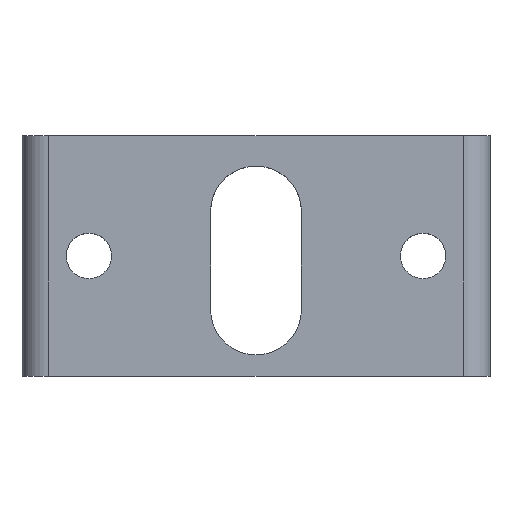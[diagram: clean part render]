
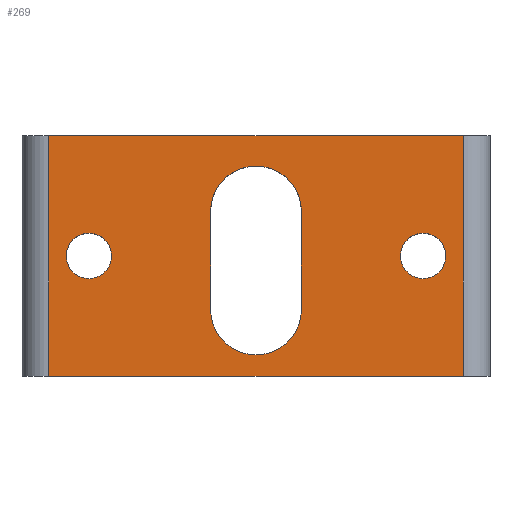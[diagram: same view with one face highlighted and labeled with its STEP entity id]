
A CAD part, top view. The second image highlights one B-rep face of the part: STEP entity #269.
In plain terms, the highlighted planar face has unit normal (0, 0, 1).
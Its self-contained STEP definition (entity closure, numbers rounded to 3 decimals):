
#15=FACE_BOUND('',#62,.T.);
#16=FACE_BOUND('',#63,.T.);
#17=FACE_BOUND('',#64,.T.);
#21=CIRCLE('',#291,3.4);
#23=CIRCLE('',#295,3.4);
#25=CIRCLE('',#298,1.7);
#27=CIRCLE('',#301,1.7);
#47=FACE_OUTER_BOUND('',#61,.T.);
#61=EDGE_LOOP('',(#215,#216,#217,#218));
#62=EDGE_LOOP('',(#219,#220,#221,#222));
#63=EDGE_LOOP('',(#223));
#64=EDGE_LOOP('',(#224));
#73=LINE('',#397,#97);
#78=LINE('',#411,#102);
#83=LINE('',#435,#107);
#85=LINE('',#441,#109);
#89=LINE('',#451,#113);
#90=LINE('',#452,#114);
#97=VECTOR('',#319,10.);
#102=VECTOR('',#332,10.);
#107=VECTOR('',#359,10.);
#109=VECTOR('',#365,10.);
#113=VECTOR('',#373,10.);
#114=VECTOR('',#374,10.);
#121=VERTEX_POINT('',#395);
#122=VERTEX_POINT('',#396);
#125=VERTEX_POINT('',#404);
#127=VERTEX_POINT('',#410);
#129=VERTEX_POINT('',#419);
#131=VERTEX_POINT('',#425);
#134=VERTEX_POINT('',#432);
#135=VERTEX_POINT('',#434);
#137=VERTEX_POINT('',#440);
#141=VERTEX_POINT('',#450);
#145=EDGE_CURVE('',#121,#122,#73,.T.);
#149=EDGE_CURVE('',#125,#121,#21,.T.);
#152=EDGE_CURVE('',#127,#125,#78,.T.);
#155=EDGE_CURVE('',#122,#127,#23,.T.);
#157=EDGE_CURVE('',#129,#129,#25,.T.);
#160=EDGE_CURVE('',#131,#131,#27,.T.);
#164=EDGE_CURVE('',#134,#135,#83,.T.);
#167=EDGE_CURVE('',#137,#135,#85,.T.);
#172=EDGE_CURVE('',#134,#141,#89,.T.);
#173=EDGE_CURVE('',#137,#141,#90,.T.);
#215=ORIENTED_EDGE('',*,*,#164,.F.);
#216=ORIENTED_EDGE('',*,*,#172,.T.);
#217=ORIENTED_EDGE('',*,*,#173,.F.);
#218=ORIENTED_EDGE('',*,*,#167,.T.);
#219=ORIENTED_EDGE('',*,*,#145,.T.);
#220=ORIENTED_EDGE('',*,*,#155,.T.);
#221=ORIENTED_EDGE('',*,*,#152,.T.);
#222=ORIENTED_EDGE('',*,*,#149,.T.);
#223=ORIENTED_EDGE('',*,*,#157,.T.);
#224=ORIENTED_EDGE('',*,*,#160,.T.);
#256=PLANE('',#308);
#269=ADVANCED_FACE('',(#47,#15,#16,#17),#256,.T.);
#291=AXIS2_PLACEMENT_3D('',#405,#325,#326);
#295=AXIS2_PLACEMENT_3D('',#416,#337,#338);
#298=AXIS2_PLACEMENT_3D('',#420,#343,#344);
#301=AXIS2_PLACEMENT_3D('',#426,#350,#351);
#308=AXIS2_PLACEMENT_3D('',#449,#371,#372);
#319=DIRECTION('',(0.,1.,0.));
#325=DIRECTION('center_axis',(0.,0.,-1.));
#326=DIRECTION('ref_axis',(-1.,0.,0.));
#332=DIRECTION('',(0.,-1.,0.));
#337=DIRECTION('center_axis',(0.,0.,-1.));
#338=DIRECTION('ref_axis',(1.,0.,0.));
#343=DIRECTION('center_axis',(0.,0.,-1.));
#344=DIRECTION('ref_axis',(-1.,0.,0.));
#350=DIRECTION('center_axis',(0.,0.,-1.));
#351=DIRECTION('ref_axis',(-1.,0.,0.));
#359=DIRECTION('',(0.,-1.,0.));
#365=DIRECTION('',(1.,0.,0.));
#371=DIRECTION('center_axis',(0.,0.,1.));
#372=DIRECTION('ref_axis',(1.,0.,0.));
#373=DIRECTION('',(-1.,0.,0.));
#374=DIRECTION('',(0.,1.,0.));
#395=CARTESIAN_POINT('',(14.1,5.,6.35));
#396=CARTESIAN_POINT('',(14.1,12.323,6.35));
#397=CARTESIAN_POINT('',(14.1,7.,6.35));
#404=CARTESIAN_POINT('',(20.9,5.,6.35));
#405=CARTESIAN_POINT('Origin',(17.5,5.,6.35));
#410=CARTESIAN_POINT('',(20.9,12.323,6.35));
#411=CARTESIAN_POINT('',(20.9,10.661,6.35));
#416=CARTESIAN_POINT('Origin',(17.5,12.323,6.35));
#419=CARTESIAN_POINT('',(31.7,9.,6.35));
#420=CARTESIAN_POINT('Origin',(30.,9.,6.35));
#425=CARTESIAN_POINT('',(6.7,9.,6.35));
#426=CARTESIAN_POINT('Origin',(5.,9.,6.35));
#432=CARTESIAN_POINT('',(33.,18.,6.35));
#434=CARTESIAN_POINT('',(33.,0.,6.35));
#435=CARTESIAN_POINT('',(33.,4.5,6.35));
#440=CARTESIAN_POINT('',(2.,0.,6.35));
#441=CARTESIAN_POINT('',(0.,0.,6.35));
#449=CARTESIAN_POINT('Origin',(17.5,9.,6.35));
#450=CARTESIAN_POINT('',(2.,18.,6.35));
#451=CARTESIAN_POINT('',(35.,18.,6.35));
#452=CARTESIAN_POINT('',(2.,13.5,6.35));
